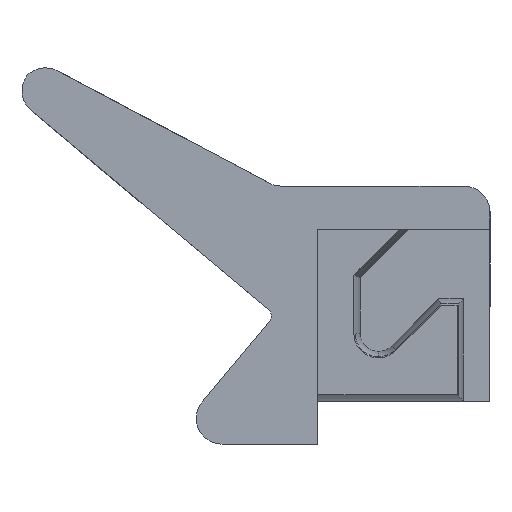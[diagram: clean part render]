
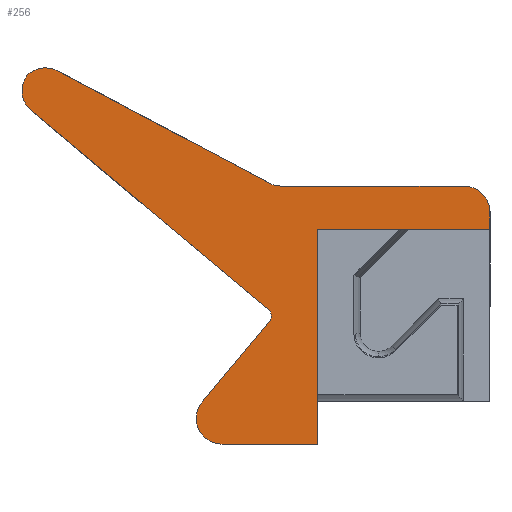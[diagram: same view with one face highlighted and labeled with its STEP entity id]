
A CAD part, left-side view. The second image highlights one B-rep face of the part: STEP entity #256.
In plain terms, the highlighted planar face has unit normal (-1, 0, 0).
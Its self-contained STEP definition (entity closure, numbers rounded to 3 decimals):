
#34 = EDGE_CURVE ( 'NONE', #463, #482, #1377, .T. ) ;
#35 = EDGE_CURVE ( 'NONE', #481, #451, #1339, .T. ) ;
#47 = EDGE_CURVE ( 'NONE', #475, #482, #1364, .T. ) ;
#52 = EDGE_CURVE ( 'NONE', #480, #471, #1397, .T. ) ;
#57 = EDGE_CURVE ( 'NONE', #459, #456, #1351, .T. ) ;
#58 = EDGE_CURVE ( 'NONE', #473, #490, #1394, .T. ) ;
#69 = EDGE_CURVE ( 'NONE', #473, #457, #1404, .T. ) ;
#73 = EDGE_CURVE ( 'NONE', #491, #490, #1207, .T. ) ;
#75 = EDGE_CURVE ( 'NONE', #451, #480, #1213, .T. ) ;
#83 = EDGE_CURVE ( 'NONE', #471, #475, #1239, .T. ) ;
#89 = EDGE_CURVE ( 'NONE', #463, #467, #1246, .T. ) ;
#92 = EDGE_CURVE ( 'NONE', #481, #491, #1242, .T. ) ;
#93 = EDGE_CURVE ( 'NONE', #467, #456, #1244, .T. ) ;
#98 = AXIS2_PLACEMENT_3D ( 'NONE', #410, #411, #412 ) ;
#101 = EDGE_CURVE ( 'NONE', #459, #457, #1266, .T. ) ;
#116 = AXIS2_PLACEMENT_3D ( 'NONE', #370, #371, #378 ) ;
#118 = AXIS2_PLACEMENT_3D ( 'NONE', #582, #573, #576 ) ;
#160 = AXIS2_PLACEMENT_3D ( 'NONE', #616, #664, #655 ) ;
#174 = AXIS2_PLACEMENT_3D ( 'NONE', #671, #643, #645 ) ;
#182 = AXIS2_PLACEMENT_3D ( 'NONE', #851, #852, #853 ) ;
#197 = AXIS2_PLACEMENT_3D ( 'NONE', #652, #696, #701 ) ;
#256 = ADVANCED_FACE ( 'NONE', ( #1560 ), #846, .T. ) ;
#355 = CARTESIAN_POINT ( 'NONE',  ( -51.006, 18.674, 71.218 ) ) ;
#363 = CARTESIAN_POINT ( 'NONE',  ( -51.006, 19.676, 63.494 ) ) ;
#370 = CARTESIAN_POINT ( 'NONE',  ( -51.006, 42.928, 79.218 ) ) ;
#371 = DIRECTION ( 'NONE',  ( 1., 0., 0. ) ) ;
#378 = DIRECTION ( 'NONE',  ( 0., 0., 1. ) ) ;
#390 = DIRECTION ( 'NONE',  ( 0., -1., 0. ) ) ;
#391 = DIRECTION ( 'NONE',  ( 0., -0.884, -0.468 ) ) ;
#410 = CARTESIAN_POINT ( 'NONE',  ( -51.006, 21.674, 73.218 ) ) ;
#411 = DIRECTION ( 'NONE',  ( -1., 0., 0. ) ) ;
#412 = DIRECTION ( 'NONE',  ( 0., 0., 1. ) ) ;
#451 = VERTEX_POINT ( 'NONE', #508 ) ;
#456 = VERTEX_POINT ( 'NONE', #512 ) ;
#457 = VERTEX_POINT ( 'NONE', #514 ) ;
#459 = VERTEX_POINT ( 'NONE', #528 ) ;
#463 = VERTEX_POINT ( 'NONE', #519 ) ;
#467 = VERTEX_POINT ( 'NONE', #526 ) ;
#471 = VERTEX_POINT ( 'NONE', #532 ) ;
#473 = VERTEX_POINT ( 'NONE', #527 ) ;
#475 = VERTEX_POINT ( 'NONE', #531 ) ;
#480 = VERTEX_POINT ( 'NONE', #559 ) ;
#481 = VERTEX_POINT ( 'NONE', #540 ) ;
#482 = VERTEX_POINT ( 'NONE', #562 ) ;
#490 = VERTEX_POINT ( 'NONE', #557 ) ;
#491 = VERTEX_POINT ( 'NONE', #541 ) ;
#508 = CARTESIAN_POINT ( 'NONE',  ( -51.006, 18.674, 71.218 ) ) ;
#512 = CARTESIAN_POINT ( 'NONE',  ( -51.006, 72.018, 85.001 ) ) ;
#514 = CARTESIAN_POINT ( 'NONE',  ( -51.006, 44.317, 60.452 ) ) ;
#519 = CARTESIAN_POINT ( 'NONE',  ( -51.006, 68.958, 89.623 ) ) ;
#526 = CARTESIAN_POINT ( 'NONE',  ( -51.006, 72.519, 89.059 ) ) ;
#527 = CARTESIAN_POINT ( 'NONE',  ( -51.006, 52.125, 51.146 ) ) ;
#528 = CARTESIAN_POINT ( 'NONE',  ( -51.006, 44.44, 61.86 ) ) ;
#531 = CARTESIAN_POINT ( 'NONE',  ( -51.006, 42.928, 76.218 ) ) ;
#532 = CARTESIAN_POINT ( 'NONE',  ( -51.006, 21.674, 76.218 ) ) ;
#540 = CARTESIAN_POINT ( 'NONE',  ( -51.006, 38.674, 71.218 ) ) ;
#541 = CARTESIAN_POINT ( 'NONE',  ( -51.006, 38.674, 46.218 ) ) ;
#557 = CARTESIAN_POINT ( 'NONE',  ( -51.006, 49.827, 46.218 ) ) ;
#559 = CARTESIAN_POINT ( 'NONE',  ( -51.006, 18.674, 73.218 ) ) ;
#562 = CARTESIAN_POINT ( 'NONE',  ( -51.006, 44.333, 76.567 ) ) ;
#573 = DIRECTION ( 'NONE',  ( -1., 0., 0. ) ) ;
#574 = DIRECTION ( 'NONE',  ( 0., 0.766, 0.643 ) ) ;
#576 = DIRECTION ( 'NONE',  ( 0., 0., 1. ) ) ;
#582 = CARTESIAN_POINT ( 'NONE',  ( -51.006, 49.827, 49.218 ) ) ;
#592 = CARTESIAN_POINT ( 'NONE',  ( -51.006, 21.542, 42.647 ) ) ;
#604 = DIRECTION ( 'NONE',  ( 0., -0.643, 0.766 ) ) ;
#616 = CARTESIAN_POINT ( 'NONE',  ( -51.006, 70.364, 86.972 ) ) ;
#625 = CARTESIAN_POINT ( 'NONE',  ( -51.006, 68.627, 31.48 ) ) ;
#629 = CARTESIAN_POINT ( 'NONE',  ( -51.006, 18.674, 76.218 ) ) ;
#631 = DIRECTION ( 'NONE',  ( 0., 1., 0. ) ) ;
#632 = CARTESIAN_POINT ( 'NONE',  ( -51.006, 38.674, 46.218 ) ) ;
#633 = DIRECTION ( 'NONE',  ( 0., 0., 1. ) ) ;
#643 = DIRECTION ( 'NONE',  ( -1., 0., 0. ) ) ;
#645 = DIRECTION ( 'NONE',  ( 0., 0., 1. ) ) ;
#646 = CARTESIAN_POINT ( 'NONE',  ( -51.006, 38.674, 76.218 ) ) ;
#652 = CARTESIAN_POINT ( 'NONE',  ( -51.006, 45.083, 61.094 ) ) ;
#655 = DIRECTION ( 'NONE',  ( 0., 0., 1. ) ) ;
#664 = DIRECTION ( 'NONE',  ( -1., 0., 0. ) ) ;
#668 = DIRECTION ( 'NONE',  ( 0., 0., -1. ) ) ;
#671 = CARTESIAN_POINT ( 'NONE',  ( -51.006, 70.089, 87.299 ) ) ;
#676 = CARTESIAN_POINT ( 'NONE',  ( -51.006, 18.674, 76.218 ) ) ;
#677 = DIRECTION ( 'NONE',  ( 0., 1., 0. ) ) ;
#696 = DIRECTION ( 'NONE',  ( 1., 0., 0. ) ) ;
#701 = DIRECTION ( 'NONE',  ( 0., 0., 1. ) ) ;
#846 = PLANE ( 'NONE',  #182 ) ;
#851 = CARTESIAN_POINT ( 'NONE',  ( -51.006, 38.674, 76.218 ) ) ;
#852 = DIRECTION ( 'NONE',  ( -1., 0., 0. ) ) ;
#853 = DIRECTION ( 'NONE',  ( 0., 0., 1. ) ) ;
#1059 = ORIENTED_EDGE ( 'NONE', *, *, #83, .T. ) ;
#1060 = ORIENTED_EDGE ( 'NONE', *, *, #89, .T. ) ;
#1061 = ORIENTED_EDGE ( 'NONE', *, *, #34, .F. ) ;
#1065 = ORIENTED_EDGE ( 'NONE', *, *, #47, .T. ) ;
#1080 = ORIENTED_EDGE ( 'NONE', *, *, #52, .T. ) ;
#1084 = ORIENTED_EDGE ( 'NONE', *, *, #69, .F. ) ;
#1089 = ORIENTED_EDGE ( 'NONE', *, *, #75, .T. ) ;
#1105 = ORIENTED_EDGE ( 'NONE', *, *, #93, .T. ) ;
#1106 = ORIENTED_EDGE ( 'NONE', *, *, #57, .F. ) ;
#1112 = ORIENTED_EDGE ( 'NONE', *, *, #73, .F. ) ;
#1113 = ORIENTED_EDGE ( 'NONE', *, *, #58, .T. ) ;
#1114 = ORIENTED_EDGE ( 'NONE', *, *, #35, .T. ) ;
#1119 = ORIENTED_EDGE ( 'NONE', *, *, #101, .T. ) ;
#1124 = ORIENTED_EDGE ( 'NONE', *, *, #92, .F. ) ;
#1207 = LINE ( 'NONE', #632, #1208 ) ;
#1208 = VECTOR ( 'NONE', #631, 1000. ) ;
#1213 = LINE ( 'NONE', #629, #1222 ) ;
#1222 = VECTOR ( 'NONE', #633, 1000. ) ;
#1233 = VECTOR ( 'NONE', #677, 1000. ) ;
#1239 = LINE ( 'NONE', #676, #1233 ) ;
#1242 = LINE ( 'NONE', #646, #1249 ) ;
#1244 = CIRCLE ( 'NONE', #174, 3. ) ;
#1246 = CIRCLE ( 'NONE', #160, 3. ) ;
#1249 = VECTOR ( 'NONE', #668, 1000. ) ;
#1266 = CIRCLE ( 'NONE', #197, 1. ) ;
#1339 = LINE ( 'NONE', #355, #1356 ) ;
#1350 = VECTOR ( 'NONE', #391, 1000. ) ;
#1351 = LINE ( 'NONE', #592, #1400 ) ;
#1356 = VECTOR ( 'NONE', #390, 1000. ) ;
#1364 = CIRCLE ( 'NONE', #116, 3. ) ;
#1377 = LINE ( 'NONE', #363, #1350 ) ;
#1384 = VECTOR ( 'NONE', #604, 1000. ) ;
#1394 = CIRCLE ( 'NONE', #118, 3. ) ;
#1397 = CIRCLE ( 'NONE', #98, 3. ) ;
#1400 = VECTOR ( 'NONE', #574, 1000. ) ;
#1404 = LINE ( 'NONE', #625, #1384 ) ;
#1513 = EDGE_LOOP ( 'NONE', ( #1089, #1080, #1059, #1065, #1061, #1060, #1105, #1106, #1119, #1084, #1113, #1112, #1124, #1114 ) ) ;
#1560 = FACE_OUTER_BOUND ( 'NONE', #1513, .T. ) ;
